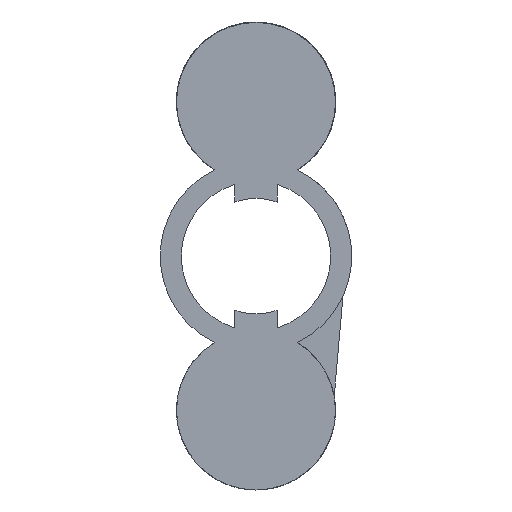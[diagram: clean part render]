
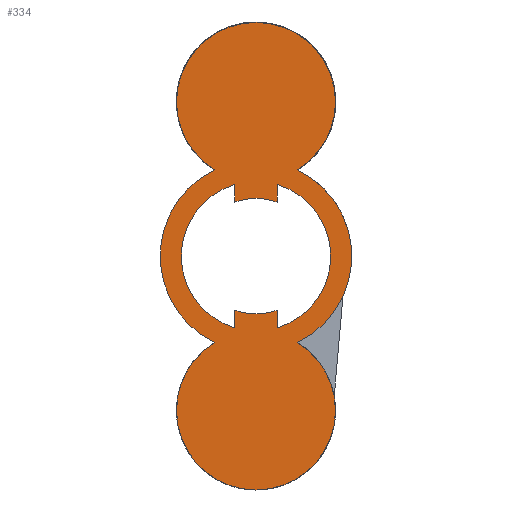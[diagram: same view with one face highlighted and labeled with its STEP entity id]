
A CAD part, front view. The second image highlights one B-rep face of the part: STEP entity #334.
In plain terms, the highlighted planar face has unit normal (0, -1, 0).
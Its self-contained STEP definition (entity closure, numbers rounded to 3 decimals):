
#18=FACE_BOUND('',#60,.T.);
#24=PLANE('',#385);
#39=FACE_OUTER_BOUND('',#59,.T.);
#59=EDGE_LOOP('',(#273,#274,#275,#276));
#60=EDGE_LOOP('',(#277,#278,#279,#280,#281,#282,#283,#284));
#72=LINE('',#536,#94);
#76=LINE('',#548,#98);
#80=LINE('',#560,#102);
#86=LINE('',#582,#108);
#94=VECTOR('',#421,0.845);
#98=VECTOR('',#433,0.845);
#102=VECTOR('',#445,0.845);
#108=VECTOR('',#467,0.845);
#112=CIRCLE('',#357,4.55);
#114=CIRCLE('',#360,2.75);
#116=CIRCLE('',#364,3.55);
#118=CIRCLE('',#368,2.75);
#120=CIRCLE('',#372,3.55);
#123=CIRCLE('',#376,4.55);
#130=CIRCLE('',#386,3.777);
#131=CIRCLE('',#387,3.777);
#138=VERTEX_POINT('',#517);
#139=VERTEX_POINT('',#518);
#142=VERTEX_POINT('',#526);
#143=VERTEX_POINT('',#527);
#146=VERTEX_POINT('',#535);
#148=VERTEX_POINT('',#541);
#150=VERTEX_POINT('',#547);
#152=VERTEX_POINT('',#553);
#154=VERTEX_POINT('',#559);
#156=VERTEX_POINT('',#565);
#160=VERTEX_POINT('',#574);
#161=VERTEX_POINT('',#576);
#169=EDGE_CURVE('',#138,#139,#112,.T.);
#173=EDGE_CURVE('',#142,#143,#114,.T.);
#177=EDGE_CURVE('',#146,#142,#72,.T.);
#180=EDGE_CURVE('',#148,#146,#116,.T.);
#183=EDGE_CURVE('',#150,#148,#76,.T.);
#186=EDGE_CURVE('',#152,#150,#118,.T.);
#189=EDGE_CURVE('',#152,#154,#80,.T.);
#192=EDGE_CURVE('',#156,#154,#120,.T.);
#197=EDGE_CURVE('',#160,#161,#123,.T.);
#200=EDGE_CURVE('',#156,#143,#86,.T.);
#207=EDGE_CURVE('',#138,#161,#130,.F.);
#208=EDGE_CURVE('',#160,#139,#131,.F.);
#273=ORIENTED_EDGE('',*,*,#169,.F.);
#274=ORIENTED_EDGE('',*,*,#207,.T.);
#275=ORIENTED_EDGE('',*,*,#197,.F.);
#276=ORIENTED_EDGE('',*,*,#208,.T.);
#277=ORIENTED_EDGE('',*,*,#173,.T.);
#278=ORIENTED_EDGE('',*,*,#200,.F.);
#279=ORIENTED_EDGE('',*,*,#192,.T.);
#280=ORIENTED_EDGE('',*,*,#189,.F.);
#281=ORIENTED_EDGE('',*,*,#186,.T.);
#282=ORIENTED_EDGE('',*,*,#183,.T.);
#283=ORIENTED_EDGE('',*,*,#180,.T.);
#284=ORIENTED_EDGE('',*,*,#177,.T.);
#334=ADVANCED_FACE('',(#39,#18),#24,.F.);
#357=AXIS2_PLACEMENT_3D('',#519,#405,#406);
#360=AXIS2_PLACEMENT_3D('',#528,#413,#414);
#364=AXIS2_PLACEMENT_3D('',#542,#426,#427);
#368=AXIS2_PLACEMENT_3D('',#554,#438,#439);
#372=AXIS2_PLACEMENT_3D('',#566,#450,#451);
#376=AXIS2_PLACEMENT_3D('',#577,#460,#461);
#385=AXIS2_PLACEMENT_3D('',#592,#481,#482);
#386=AXIS2_PLACEMENT_3D('',#593,#483,#484);
#387=AXIS2_PLACEMENT_3D('',#594,#485,#486);
#405=DIRECTION('center_axis',(0.,1.,0.));
#406=DIRECTION('ref_axis',(0.,0.,1.));
#413=DIRECTION('center_axis',(0.,1.,0.));
#414=DIRECTION('ref_axis',(0.,0.,1.));
#421=DIRECTION('',(0.,0.,-1.));
#426=DIRECTION('center_axis',(0.,1.,0.));
#427=DIRECTION('ref_axis',(0.,0.,1.));
#433=DIRECTION('',(0.,0.,-1.));
#438=DIRECTION('center_axis',(0.,1.,0.));
#439=DIRECTION('ref_axis',(0.,0.,1.));
#445=DIRECTION('',(0.,0.,-1.));
#450=DIRECTION('center_axis',(0.,1.,0.));
#451=DIRECTION('ref_axis',(0.,0.,1.));
#460=DIRECTION('center_axis',(0.,1.,0.));
#461=DIRECTION('ref_axis',(0.,0.,1.));
#467=DIRECTION('',(0.,0.,-1.));
#481=DIRECTION('center_axis',(0.,1.,0.));
#482=DIRECTION('ref_axis',(0.,0.,1.));
#483=DIRECTION('center_axis',(0.,1.,0.));
#484=DIRECTION('ref_axis',(0.,0.,1.));
#485=DIRECTION('center_axis',(0.,1.,0.));
#486=DIRECTION('ref_axis',(0.,0.,1.));
#517=CARTESIAN_POINT('',(-1.967,0.,-4.103));
#518=CARTESIAN_POINT('',(-1.967,0.,4.103));
#519=CARTESIAN_POINT('Origin',(0.,0.,0.));
#526=CARTESIAN_POINT('',(-1.,0.,2.562));
#527=CARTESIAN_POINT('',(1.,0.,2.562));
#528=CARTESIAN_POINT('Origin',(0.,0.,0.));
#535=CARTESIAN_POINT('',(-1.,0.,3.406));
#536=CARTESIAN_POINT('',(-1.,0.,3.406));
#541=CARTESIAN_POINT('',(-1.,0.,-3.406));
#542=CARTESIAN_POINT('Origin',(0.,0.,0.));
#547=CARTESIAN_POINT('',(-1.,0.,-2.562));
#548=CARTESIAN_POINT('',(-1.,0.,-2.562));
#553=CARTESIAN_POINT('',(1.,0.,-2.562));
#554=CARTESIAN_POINT('Origin',(0.,0.,0.));
#559=CARTESIAN_POINT('',(1.,0.,-3.406));
#560=CARTESIAN_POINT('',(1.,0.,-2.562));
#565=CARTESIAN_POINT('',(1.,0.,3.406));
#566=CARTESIAN_POINT('Origin',(0.,0.,0.));
#574=CARTESIAN_POINT('',(1.967,0.,4.103));
#576=CARTESIAN_POINT('',(1.967,0.,-4.103));
#577=CARTESIAN_POINT('Origin',(0.,0.,0.));
#582=CARTESIAN_POINT('',(1.,0.,3.406));
#592=CARTESIAN_POINT('Origin',(0.,0.,0.));
#593=CARTESIAN_POINT('Origin',(0.,0.,-7.327));
#594=CARTESIAN_POINT('Origin',(0.,0.,7.327));
